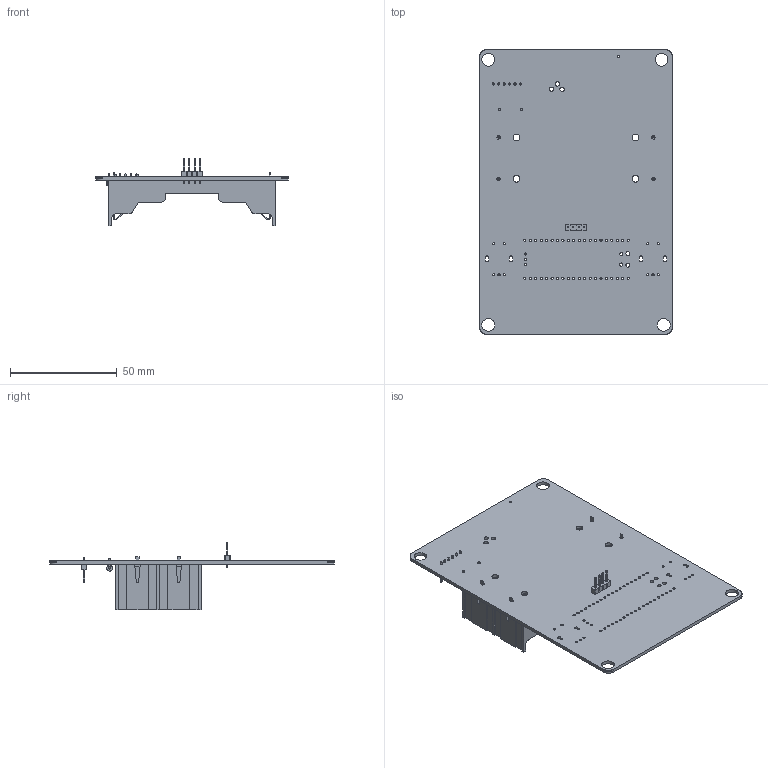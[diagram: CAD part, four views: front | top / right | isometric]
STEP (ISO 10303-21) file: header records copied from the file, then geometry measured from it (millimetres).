
FILE_DESCRIPTION(('KiCad electronic assembly'),'2;1');
FILE_NAME('pilogic64.step','2025-10-12T22:55:30',('Pcbnew'),('Kicad'), 'Open CASCADE STEP processor 7.7','KiCad to STEP converter','Unknown' );
FILE_SCHEMA(('AUTOMOTIVE_DESIGN { 1 0 10303 214 1 1 1 1 }'));
Length unit declared in the file: millimetre
Products named in the file (10): pilogic64 1; PinHeader_1x04_P2.54mm_Vertical; PinHeader_1x04_P254mm_Vertical; D_DO-41_SOD81_P10.16mm_Horizontal; BK-18650-PC4; PinHeader_1x06_P2.54mm_Vertical; PinHeader_1x06_P254mm_Vertical; _autosave-pilogic64 PCB
Assembly tree (9 placements, depth 3):
  pilogic64 1
    PinHeader_1x04_P2.54mm_Vertical
      PinHeader_1x04_P254mm_Vertical
    D_DO-41_SOD81_P10.16mm_Horizontal
      D_DO-41_SOD81_P10.16mm_Horizontal
    BK-18650-PC4
      BK-18650-PC4
    PinHeader_1x06_P2.54mm_Vertical
      PinHeader_1x06_P254mm_Vertical
    _autosave-pilogic64 PCB
Bounding box: 90 x 133 x 31.48 mm (x, y, z)
Volume: 28071.1 mm3; surface area: 41400.6 mm2
Topology: 9 solids, 9 shells, 832 faces, 2270 edges, 1480 vertices
Faces by surface type: plane 690, cylinder 140, torus 2
Full cylindrical faces by diameter (mm): 0.8 x4, 1 x21, 1.02 x43, 1.1 x2, 1.5 x2, 1.524 x4, 1.8 x2, 2 x3, 2.7 x2, 2.72 x1, 3.2 x4, 6 x4
Entity records: 58243 total; most frequent: CARTESIAN_POINT 10632, DIRECTION 8326, LINE 6012, VECTOR 6012, ORIENTED_EDGE 4540, PCURVE 4540, DEFINITIONAL_REPRESENTATION 4540, EDGE_CURVE 2270
